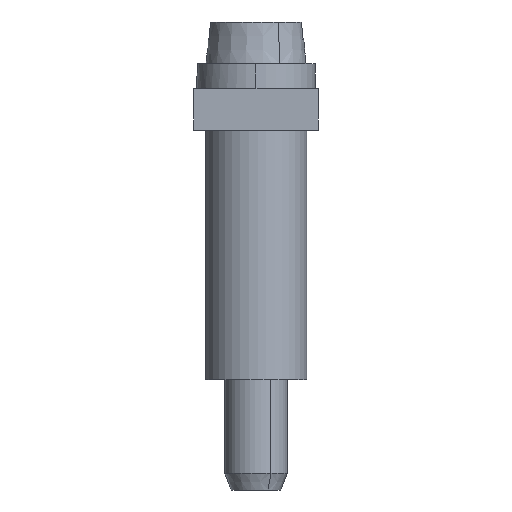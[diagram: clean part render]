
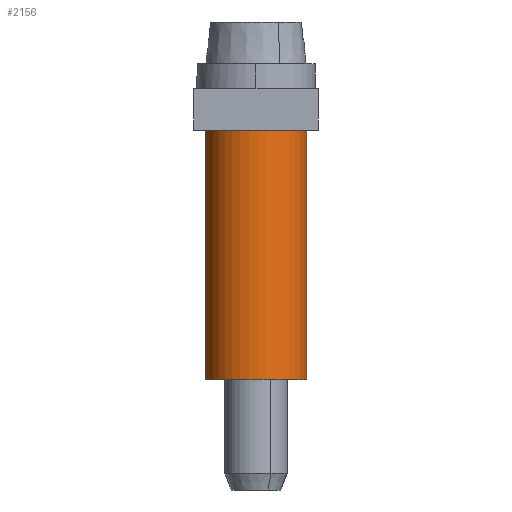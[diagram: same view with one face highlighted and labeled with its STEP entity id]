
A CAD part, left-side view. The second image highlights one B-rep face of the part: STEP entity #2156.
In plain terms, the highlighted cylindrical face has radius 2.45 mm (diameter 4.9 mm), a partial arc.
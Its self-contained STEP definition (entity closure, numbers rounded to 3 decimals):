
#2116=AXIS2_PLACEMENT_3D('Circle Axis2P3D',#2114,#2115,$) ;
#2136=AXIS2_PLACEMENT_3D('Cylinder Axis2P3D',#2133,#2134,#2135) ;
#2140=AXIS2_PLACEMENT_3D('Circle Axis2P3D',#2138,#2139,$) ;
#2047=CARTESIAN_POINT('Vertex',(2.852,5.445,5.3)) ;
#2052=CARTESIAN_POINT('Line Origine',(2.852,5.445,11.3)) ;
#2056=CARTESIAN_POINT('Vertex',(2.852,5.445,17.3)) ;
#2114=CARTESIAN_POINT('Axis2P3D Location',(3.,3.,17.3)) ;
#2118=CARTESIAN_POINT('Vertex',(3.,0.55,17.3)) ;
#2133=CARTESIAN_POINT('Axis2P3D Location',(3.,3.,11.3)) ;
#2138=CARTESIAN_POINT('Axis2P3D Location',(3.,3.,5.3)) ;
#2142=CARTESIAN_POINT('Vertex',(3.,0.55,5.3)) ;
#2145=CARTESIAN_POINT('Line Origine',(3.,0.55,11.3)) ;
#2053=DIRECTION('Vector Direction',(0.,0.,-1.)) ;
#2115=DIRECTION('Axis2P3D Direction',(0.,0.,-1.)) ;
#2134=DIRECTION('Axis2P3D Direction',(0.,0.,1.)) ;
#2135=DIRECTION('Axis2P3D XDirection',(1.,0.03,0.)) ;
#2139=DIRECTION('Axis2P3D Direction',(0.,0.,1.)) ;
#2146=DIRECTION('Vector Direction',(0.,0.,1.)) ;
#2054=VECTOR('Line Direction',#2053,1.) ;
#2147=VECTOR('Line Direction',#2146,1.) ;
#2151=ORIENTED_EDGE('',*,*,#2058,.T.) ;
#2152=ORIENTED_EDGE('',*,*,#2144,.T.) ;
#2153=ORIENTED_EDGE('',*,*,#2149,.F.) ;
#2154=ORIENTED_EDGE('',*,*,#2120,.F.) ;
#2156=ADVANCED_FACE('VH 12-4.9-3.3 SAK6N.2\\K\X2\00F6\X0\rper.2',(#2155),#2137,.T.) ;
#2117=CIRCLE('generated circle',#2116,2.45) ;
#2141=CIRCLE('generated circle',#2140,2.45) ;
#2137=CYLINDRICAL_SURFACE('generated cylinder',#2136,2.45) ;
#2058=EDGE_CURVE('',#2057,#2048,#2055,.T.) ;
#2120=EDGE_CURVE('',#2057,#2119,#2117,.F.) ;
#2144=EDGE_CURVE('',#2048,#2143,#2141,.T.) ;
#2149=EDGE_CURVE('',#2119,#2143,#2148,.F.) ;
#2150=EDGE_LOOP('',(#2151,#2152,#2153,#2154)) ;
#2155=FACE_OUTER_BOUND('',#2150,.T.) ;
#2055=LINE('Line',#2052,#2054) ;
#2148=LINE('Line',#2145,#2147) ;
#2048=VERTEX_POINT('',#2047) ;
#2057=VERTEX_POINT('',#2056) ;
#2119=VERTEX_POINT('',#2118) ;
#2143=VERTEX_POINT('',#2142) ;
